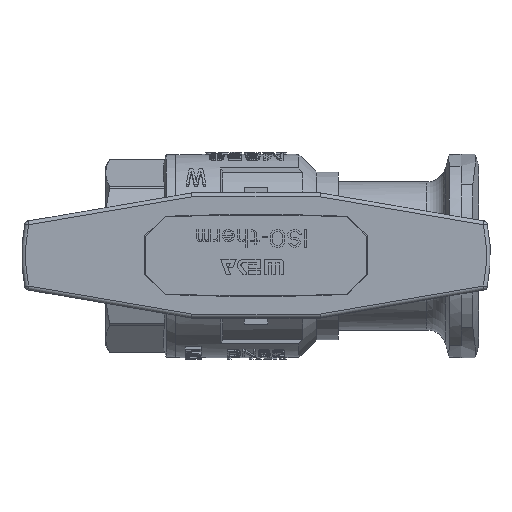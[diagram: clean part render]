
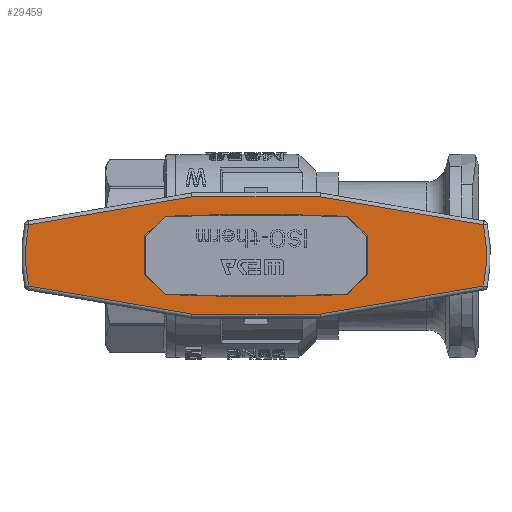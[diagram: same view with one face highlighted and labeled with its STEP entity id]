
A CAD part, top view. The second image highlights one B-rep face of the part: STEP entity #29459.
In plain terms, the highlighted face is planar.
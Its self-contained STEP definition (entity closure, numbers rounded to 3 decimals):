
#1575=LINE('',#58529,#3887);
#1581=LINE('',#58559,#3893);
#1612=LINE('',#58651,#3924);
#1619=LINE('',#58678,#3931);
#1621=LINE('',#58683,#3933);
#1650=LINE('',#58793,#3962);
#1652=LINE('',#58797,#3964);
#1654=LINE('',#58801,#3966);
#1657=LINE('',#58811,#3969);
#1659=LINE('',#58815,#3971);
#1660=LINE('',#58817,#3972);
#1661=LINE('',#58819,#3973);
#3887=VECTOR('',#39527,1000.);
#3893=VECTOR('',#39565,1000.);
#3924=VECTOR('',#39660,1000.);
#3931=VECTOR('',#39697,1000.);
#3933=VECTOR('',#39703,1000.);
#3962=VECTOR('',#39828,1000.);
#3964=VECTOR('',#39832,1000.);
#3966=VECTOR('',#39836,1000.);
#3969=VECTOR('',#39849,1000.);
#3971=VECTOR('',#39853,1000.);
#3972=VECTOR('',#39856,1000.);
#3973=VECTOR('',#39859,1000.);
#6373=PLANE('',#32635);
#13534=ORIENTED_EDGE('',*,*,#18998,.F.);
#13535=ORIENTED_EDGE('',*,*,#18996,.F.);
#13536=ORIENTED_EDGE('',*,*,#18992,.F.);
#13537=ORIENTED_EDGE('',*,*,#18969,.F.);
#13538=ORIENTED_EDGE('',*,*,#18994,.F.);
#13539=ORIENTED_EDGE('',*,*,#18991,.F.);
#13540=ORIENTED_EDGE('',*,*,#18989,.F.);
#13541=ORIENTED_EDGE('',*,*,#18987,.F.);
#13542=ORIENTED_EDGE('',*,*,#18982,.F.);
#13543=ORIENTED_EDGE('',*,*,#18965,.F.);
#13544=ORIENTED_EDGE('',*,*,#18985,.F.);
#13545=ORIENTED_EDGE('',*,*,#18999,.F.);
#13546=ORIENTED_EDGE('',*,*,#18933,.F.);
#13547=ORIENTED_EDGE('',*,*,#18930,.T.);
#13548=ORIENTED_EDGE('',*,*,#18920,.T.);
#13549=ORIENTED_EDGE('',*,*,#18916,.T.);
#13550=ORIENTED_EDGE('',*,*,#19000,.F.);
#13551=ORIENTED_EDGE('',*,*,#18870,.T.);
#13552=ORIENTED_EDGE('',*,*,#18867,.T.);
#13553=ORIENTED_EDGE('',*,*,#18855,.T.);
#18855=EDGE_CURVE('',#22241,#22243,#1575,.T.);
#18867=EDGE_CURVE('',#22250,#22241,#24453,.T.);
#18870=EDGE_CURVE('',#22252,#22250,#1581,.T.);
#18916=EDGE_CURVE('',#22279,#22280,#1612,.T.);
#18920=EDGE_CURVE('',#22273,#22279,#24471,.T.);
#18930=EDGE_CURVE('',#22286,#22273,#1619,.T.);
#18933=EDGE_CURVE('',#22286,#22243,#1621,.T.);
#18965=EDGE_CURVE('',#22302,#22303,#24487,.T.);
#18969=EDGE_CURVE('',#22306,#22307,#24489,.T.);
#18982=EDGE_CURVE('',#22303,#22317,#24495,.T.);
#18985=EDGE_CURVE('',#22318,#22302,#24496,.T.);
#18987=EDGE_CURVE('',#22317,#22319,#1650,.T.);
#18989=EDGE_CURVE('',#22319,#22320,#1652,.T.);
#18991=EDGE_CURVE('',#22320,#22321,#1654,.T.);
#18992=EDGE_CURVE('',#22307,#22322,#24497,.T.);
#18994=EDGE_CURVE('',#22321,#22306,#24498,.T.);
#18996=EDGE_CURVE('',#22322,#22323,#1657,.T.);
#18998=EDGE_CURVE('',#22323,#22324,#1659,.T.);
#18999=EDGE_CURVE('',#22324,#22318,#1660,.T.);
#19000=EDGE_CURVE('',#22252,#22280,#1661,.T.);
#22241=VERTEX_POINT('',#58524);
#22243=VERTEX_POINT('',#58528);
#22250=VERTEX_POINT('',#58552);
#22252=VERTEX_POINT('',#58560);
#22273=VERTEX_POINT('',#58633);
#22279=VERTEX_POINT('',#58648);
#22280=VERTEX_POINT('',#58650);
#22286=VERTEX_POINT('',#58679);
#22302=VERTEX_POINT('',#58748);
#22303=VERTEX_POINT('',#58750);
#22306=VERTEX_POINT('',#58756);
#22307=VERTEX_POINT('',#58758);
#22317=VERTEX_POINT('',#58784);
#22318=VERTEX_POINT('',#58788);
#22319=VERTEX_POINT('',#58792);
#22320=VERTEX_POINT('',#58796);
#22321=VERTEX_POINT('',#58800);
#22322=VERTEX_POINT('',#58804);
#22323=VERTEX_POINT('',#58810);
#22324=VERTEX_POINT('',#58814);
#24453=CIRCLE('',#32524,40.25);
#24471=CIRCLE('',#32566,40.25);
#24487=CIRCLE('',#32611,10.5);
#24489=CIRCLE('',#32613,10.5);
#24495=CIRCLE('',#32622,544.6);
#24496=CIRCLE('',#32624,544.6);
#24497=CIRCLE('',#32629,544.6);
#24498=CIRCLE('',#32631,544.6);
#25896=EDGE_LOOP('',(#13534,#13535,#13536,#13537,#13538,#13539,#13540,#13541,
#13542,#13543,#13544,#13545));
#25897=EDGE_LOOP('',(#13546,#13547,#13548,#13549,#13550,#13551,#13552,#13553));
#27650=FACE_BOUND('',#25896,.T.);
#27651=FACE_BOUND('',#25897,.T.);
#29459=ADVANCED_FACE('',(#27650,#27651),#6373,.T.);
#32524=AXIS2_PLACEMENT_3D('',#58553,#39555,#39556);
#32566=AXIS2_PLACEMENT_3D('',#58658,#39671,#39672);
#32611=AXIS2_PLACEMENT_3D('',#58749,#39786,#39787);
#32613=AXIS2_PLACEMENT_3D('',#58757,#39792,#39793);
#32622=AXIS2_PLACEMENT_3D('',#58783,#39817,#39818);
#32624=AXIS2_PLACEMENT_3D('',#58789,#39823,#39824);
#32629=AXIS2_PLACEMENT_3D('',#58803,#39839,#39840);
#32631=AXIS2_PLACEMENT_3D('',#58807,#39844,#39845);
#32635=AXIS2_PLACEMENT_3D('',#58818,#39857,#39858);
#39527=DIRECTION('',(0.986,0.169,0.));
#39555=DIRECTION('',(0.,0.,-1.));
#39556=DIRECTION('',(-0.981,-0.195,0.));
#39565=DIRECTION('',(-0.986,0.169,0.));
#39660=DIRECTION('',(-0.986,-0.169,0.));
#39671=DIRECTION('',(0.,0.,-1.));
#39672=DIRECTION('',(0.981,0.195,0.));
#39697=DIRECTION('',(0.986,-0.169,0.));
#39703=DIRECTION('',(-1.,0.,0.));
#39786=DIRECTION('',(0.,0.,-1.));
#39787=DIRECTION('',(-0.034,0.999,0.));
#39792=DIRECTION('',(0.,0.,-1.));
#39793=DIRECTION('',(0.034,-0.999,0.));
#39817=DIRECTION('',(0.,0.,-1.));
#39818=DIRECTION('',(0.001,1.,0.));
#39823=DIRECTION('',(0.,0.,-1.));
#39824=DIRECTION('',(-0.043,0.999,0.));
#39828=DIRECTION('',(0.728,-0.686,0.));
#39832=DIRECTION('',(0.,-1.,0.));
#39836=DIRECTION('',(-0.728,-0.686,0.));
#39839=DIRECTION('',(0.,0.,-1.));
#39840=DIRECTION('',(-0.001,-1.,0.));
#39844=DIRECTION('',(0.,0.,-1.));
#39845=DIRECTION('',(0.043,-0.999,0.));
#39849=DIRECTION('',(-0.728,0.686,0.));
#39853=DIRECTION('',(0.,1.,0.));
#39856=DIRECTION('',(0.728,0.686,0.));
#39857=DIRECTION('',(0.,0.,-1.));
#39858=DIRECTION('',(-1.,0.,0.));
#39859=DIRECTION('',(1.,0.,0.));
#58524=CARTESIAN_POINT('',(-58.231,7.83,0.));
#58528=CARTESIAN_POINT('',(-16.415,15.,0.));
#58529=CARTESIAN_POINT('',(-58.231,7.83,0.));
#58552=CARTESIAN_POINT('',(-58.231,-7.83,0.));
#58553=CARTESIAN_POINT('',(-18.75,0.,0.));
#58559=CARTESIAN_POINT('',(-16.415,-15.,0.));
#58560=CARTESIAN_POINT('',(-16.415,-15.,0.));
#58633=CARTESIAN_POINT('',(58.231,7.83,0.));
#58648=CARTESIAN_POINT('',(58.231,-7.83,0.));
#58650=CARTESIAN_POINT('',(16.415,-15.,0.));
#58651=CARTESIAN_POINT('',(58.231,-7.83,0.));
#58658=CARTESIAN_POINT('',(18.75,0.,0.));
#58678=CARTESIAN_POINT('',(16.415,15.,0.));
#58679=CARTESIAN_POINT('',(16.415,15.,0.));
#58683=CARTESIAN_POINT('',(16.415,15.,0.));
#58748=CARTESIAN_POINT('',(-0.353,10.494,0.));
#58749=CARTESIAN_POINT('',(0.,0.,0.));
#58750=CARTESIAN_POINT('',(0.353,10.494,0.));
#58756=CARTESIAN_POINT('',(0.353,-10.494,0.));
#58757=CARTESIAN_POINT('',(0.,0.,0.));
#58758=CARTESIAN_POINT('',(-0.353,-10.494,0.));
#58783=CARTESIAN_POINT('',(0.,-534.106,0.));
#58784=CARTESIAN_POINT('',(23.195,10.,0.));
#58788=CARTESIAN_POINT('',(-23.195,10.,0.));
#58789=CARTESIAN_POINT('',(0.,-534.106,0.));
#58792=CARTESIAN_POINT('',(28.5,5.,0.));
#58793=CARTESIAN_POINT('',(23.195,10.,0.));
#58796=CARTESIAN_POINT('',(28.5,-5.,0.));
#58797=CARTESIAN_POINT('',(28.5,5.,0.));
#58800=CARTESIAN_POINT('',(23.195,-10.,0.));
#58801=CARTESIAN_POINT('',(28.5,-5.,0.));
#58803=CARTESIAN_POINT('',(0.,534.106,0.));
#58804=CARTESIAN_POINT('',(-23.195,-10.,0.));
#58807=CARTESIAN_POINT('',(0.,534.106,0.));
#58810=CARTESIAN_POINT('',(-28.5,-5.,0.));
#58811=CARTESIAN_POINT('',(-23.195,-10.,0.));
#58814=CARTESIAN_POINT('',(-28.5,5.,0.));
#58815=CARTESIAN_POINT('',(-28.5,-5.,0.));
#58817=CARTESIAN_POINT('',(-28.5,5.,0.));
#58818=CARTESIAN_POINT('',(60.,-16.,0.));
#58819=CARTESIAN_POINT('',(-16.415,-15.,0.));
